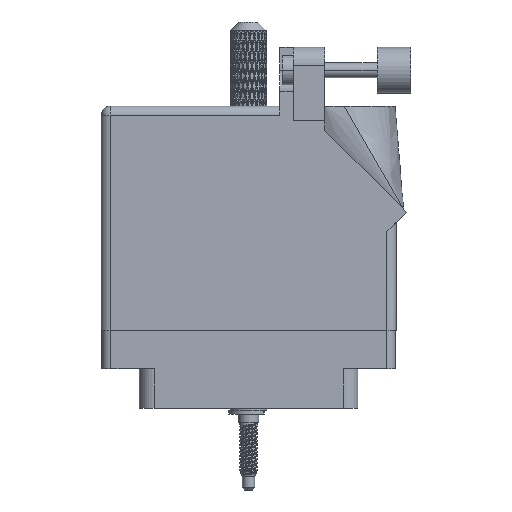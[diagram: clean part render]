
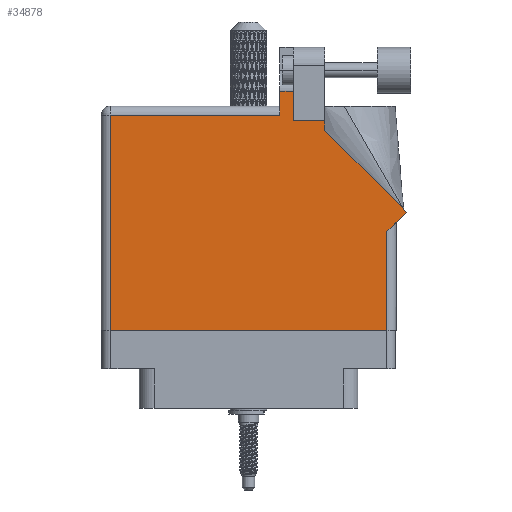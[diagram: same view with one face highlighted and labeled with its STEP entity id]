
A CAD part, front view. The second image highlights one B-rep face of the part: STEP entity #34878.
In plain terms, the highlighted face is planar.
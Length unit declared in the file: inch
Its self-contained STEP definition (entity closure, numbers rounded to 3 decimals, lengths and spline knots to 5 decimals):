
#1720 = CARTESIAN_POINT ( 'NONE',  ( 0.062, 0., 0. ) ) ;
#4289 = CARTESIAN_POINT ( 'NONE',  ( 0.062, 0., 0. ) ) ;
#6212 = ORIENTED_EDGE ( 'NONE', *, *, #51493, .T. ) ;
#9217 = DIRECTION ( 'NONE',  ( -1., 0., 0. ) ) ;
#9495 = CARTESIAN_POINT ( 'NONE',  ( 0., 0., 0. ) ) ;
#10322 = LINE ( 'NONE', #19962, #72410 ) ;
#10416 = CARTESIAN_POINT ( 'NONE',  ( 2.08071, 0.80771, 0. ) ) ;
#11640 = VECTOR ( 'NONE', #67190, 39.37008 ) ;
#12135 = DIRECTION ( 'NONE',  ( 0., 0., -1. ) ) ;
#12589 = VERTEX_POINT ( 'NONE', #83518 ) ;
#12594 = DIRECTION ( 'NONE',  ( 0., 1., 0. ) ) ;
#12807 = EDGE_CURVE ( 'NONE', #54677, #48660, #64979, .T. ) ;
#14535 = VECTOR ( 'NONE', #36851, 39.37008 ) ;
#17082 = ORIENTED_EDGE ( 'NONE', *, *, #51102, .T. ) ;
#17553 = VERTEX_POINT ( 'NONE', #80369 ) ;
#17607 = VERTEX_POINT ( 'NONE', #56681 ) ;
#18797 = VERTEX_POINT ( 'NONE', #1720 ) ;
#19033 = ORIENTED_EDGE ( 'NONE', *, *, #88117, .T. ) ;
#19342 = CARTESIAN_POINT ( 'NONE',  ( 1.311, 1.6315, 0. ) ) ;
#19352 = EDGE_CURVE ( 'NONE', #29198, #54677, #57933, .T. ) ;
#19752 = LINE ( 'NONE', #28705, #104712 ) ;
#19776 = EDGE_CURVE ( 'NONE', #12589, #17553, #19752, .T. ) ;
#19941 = LINE ( 'NONE', #79040, #52982 ) ;
#19962 = CARTESIAN_POINT ( 'NONE',  ( 1.311, 1.43, 0. ) ) ;
#20912 = DIRECTION ( 'NONE',  ( 0., -1., 0. ) ) ;
#20948 = DIRECTION ( 'NONE',  ( -1., 0., 0. ) ) ;
#21271 = DIRECTION ( 'NONE',  ( -1., 0., 0. ) ) ;
#23493 = EDGE_CURVE ( 'NONE', #58260, #94117, #74075, .T. ) ;
#27171 = VECTOR ( 'NONE', #89512, 39.37008 ) ;
#28705 = CARTESIAN_POINT ( 'NONE',  ( 1.524, 1.43, 0. ) ) ;
#29198 = VERTEX_POINT ( 'NONE', #19342 ) ;
#29888 = CARTESIAN_POINT ( 'NONE',  ( 2.01, 0.737, 0. ) ) ;
#30887 = FACE_OUTER_BOUND ( 'NONE', #43921, .T. ) ;
#32658 = DIRECTION ( 'NONE',  ( 0., -1., 0. ) ) ;
#34878 = ADVANCED_FACE ( 'NONE', ( #30887 ), #99569, .F. ) ;
#36484 = LINE ( 'NONE', #88241, #97372 ) ;
#36678 = ORIENTED_EDGE ( 'NONE', *, *, #23493, .T. ) ;
#36851 = DIRECTION ( 'NONE',  ( -0.707, 0.707, 0. ) ) ;
#37590 = CARTESIAN_POINT ( 'NONE',  ( 0.062, 1.468, 0. ) ) ;
#37742 = EDGE_CURVE ( 'NONE', #17553, #29198, #10322, .T. ) ;
#39006 = DIRECTION ( 'NONE',  ( 0., 1., 0. ) ) ;
#39936 = EDGE_CURVE ( 'NONE', #67000, #18797, #68239, .T. ) ;
#42806 = ORIENTED_EDGE ( 'NONE', *, *, #39936, .T. ) ;
#43445 = VECTOR ( 'NONE', #32658, 39.37008 ) ;
#43921 = EDGE_LOOP ( 'NONE', ( #59509, #76944, #54686, #6212, #42806, #91957, #76172, #17082, #36678, #19033, #55044 ) ) ;
#46249 = DIRECTION ( 'NONE',  ( 0.707, 0.707, 0. ) ) ;
#48660 = VERTEX_POINT ( 'NONE', #85737 ) ;
#48803 = LINE ( 'NONE', #81361, #27171 ) ;
#49284 = LINE ( 'NONE', #29888, #58138 ) ;
#51102 = EDGE_CURVE ( 'NONE', #17607, #58260, #49284, .T. ) ;
#51493 = EDGE_CURVE ( 'NONE', #48660, #67000, #19941, .T. ) ;
#52982 = VECTOR ( 'NONE', #54663, 39.37008 ) ;
#54663 = DIRECTION ( 'NONE',  ( -1., 0., 0. ) ) ;
#54677 = VERTEX_POINT ( 'NONE', #104157 ) ;
#54686 = ORIENTED_EDGE ( 'NONE', *, *, #12807, .T. ) ;
#55044 = ORIENTED_EDGE ( 'NONE', *, *, #19776, .T. ) ;
#56681 = CARTESIAN_POINT ( 'NONE',  ( 1.948, 0.675, 0. ) ) ;
#57175 = CARTESIAN_POINT ( 'NONE',  ( 1.217, 1.53, 0. ) ) ;
#57933 = LINE ( 'NONE', #75035, #75582 ) ;
#58138 = VECTOR ( 'NONE', #46249, 39.37008 ) ;
#58260 = VERTEX_POINT ( 'NONE', #10416 ) ;
#59509 = ORIENTED_EDGE ( 'NONE', *, *, #37742, .T. ) ;
#60659 = CARTESIAN_POINT ( 'NONE',  ( 2.08071, 0.80771, 0. ) ) ;
#63407 = CARTESIAN_POINT ( 'NONE',  ( 1.524, 1.36442, 0. ) ) ;
#64979 = LINE ( 'NONE', #57175, #43445 ) ;
#67000 = VERTEX_POINT ( 'NONE', #37590 ) ;
#67190 = DIRECTION ( 'NONE',  ( 1., 0., 0. ) ) ;
#68239 = LINE ( 'NONE', #4289, #80928 ) ;
#69171 = CARTESIAN_POINT ( 'NONE',  ( 0., 1.53, 0. ) ) ;
#71903 = EDGE_CURVE ( 'NONE', #18797, #104949, #88967, .T. ) ;
#72410 = VECTOR ( 'NONE', #12594, 39.37008 ) ;
#74075 = LINE ( 'NONE', #60659, #14535 ) ;
#74493 = CARTESIAN_POINT ( 'NONE',  ( 1.948, 0., 0. ) ) ;
#75035 = CARTESIAN_POINT ( 'NONE',  ( 1.64177, 1.6315, 0. ) ) ;
#75582 = VECTOR ( 'NONE', #9217, 39.37008 ) ;
#76172 = ORIENTED_EDGE ( 'NONE', *, *, #95039, .T. ) ;
#76944 = ORIENTED_EDGE ( 'NONE', *, *, #19352, .T. ) ;
#79040 = CARTESIAN_POINT ( 'NONE',  ( 0., 1.468, 0. ) ) ;
#80369 = CARTESIAN_POINT ( 'NONE',  ( 1.311, 1.43, 0. ) ) ;
#80928 = VECTOR ( 'NONE', #20912, 39.37008 ) ;
#81361 = CARTESIAN_POINT ( 'NONE',  ( 1.948, 0.737, 0. ) ) ;
#83518 = CARTESIAN_POINT ( 'NONE',  ( 1.524, 1.43, 0. ) ) ;
#85737 = CARTESIAN_POINT ( 'NONE',  ( 1.217, 1.468, 0. ) ) ;
#88117 = EDGE_CURVE ( 'NONE', #94117, #12589, #36484, .T. ) ;
#88241 = CARTESIAN_POINT ( 'NONE',  ( 1.524, 1.36442, 0. ) ) ;
#88967 = LINE ( 'NONE', #9495, #11640 ) ;
#89512 = DIRECTION ( 'NONE',  ( 0., 1., 0. ) ) ;
#91957 = ORIENTED_EDGE ( 'NONE', *, *, #71903, .T. ) ;
#93445 = AXIS2_PLACEMENT_3D ( 'NONE', #69171, #12135, #20948 ) ;
#94117 = VERTEX_POINT ( 'NONE', #63407 ) ;
#95039 = EDGE_CURVE ( 'NONE', #104949, #17607, #48803, .T. ) ;
#97372 = VECTOR ( 'NONE', #39006, 39.37008 ) ;
#99569 = PLANE ( 'NONE',  #93445 ) ;
#104157 = CARTESIAN_POINT ( 'NONE',  ( 1.217, 1.6315, 0. ) ) ;
#104712 = VECTOR ( 'NONE', #21271, 39.37008 ) ;
#104949 = VERTEX_POINT ( 'NONE', #74493 ) ;
